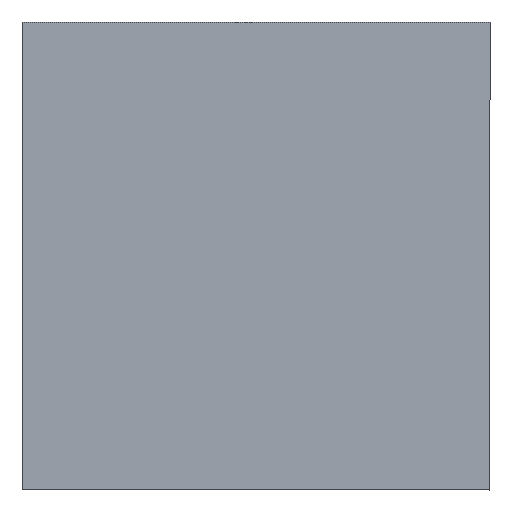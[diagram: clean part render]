
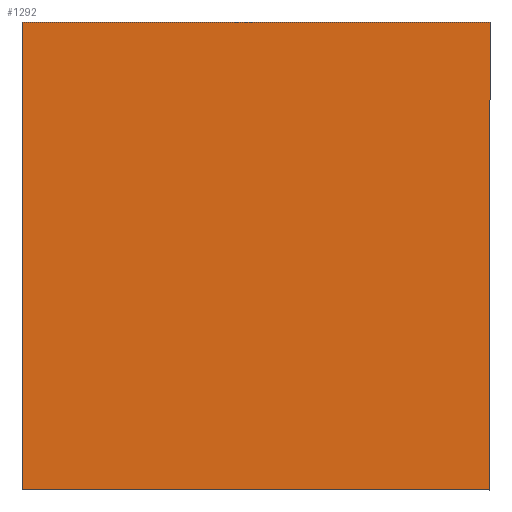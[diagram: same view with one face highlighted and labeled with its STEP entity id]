
A CAD part, front view. The second image highlights one B-rep face of the part: STEP entity #1292.
In plain terms, the highlighted planar face has unit normal (0, -1, 0).
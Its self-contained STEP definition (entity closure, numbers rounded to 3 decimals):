
#203 = CARTESIAN_POINT ( 'NONE',  ( 9.5, -1., -9.5 ) ) ;
#236 = VECTOR ( 'NONE', #1595, 1000. ) ;
#273 = EDGE_CURVE ( 'NONE', #2299, #2030, #1031, .T. ) ;
#465 = CARTESIAN_POINT ( 'NONE',  ( -9.5, -1., 9.5 ) ) ;
#500 = VERTEX_POINT ( 'NONE', #2071 ) ;
#508 = VECTOR ( 'NONE', #952, 1000. ) ;
#537 = FACE_OUTER_BOUND ( 'NONE', #1202, .T. ) ;
#599 = CARTESIAN_POINT ( 'NONE',  ( -9.5, -1., 9.5 ) ) ;
#602 = EDGE_CURVE ( 'NONE', #500, #2111, #1300, .T. ) ;
#637 = CARTESIAN_POINT ( 'NONE',  ( 9.5, -1., 9.5 ) ) ;
#708 = EDGE_CURVE ( 'NONE', #2111, #2299, #747, .T. ) ;
#747 = LINE ( 'NONE', #2312, #236 ) ;
#781 = VECTOR ( 'NONE', #1564, 1000. ) ;
#884 = CARTESIAN_POINT ( 'NONE',  ( -9.5, -1., -9.5 ) ) ;
#893 = DIRECTION ( 'NONE',  ( 1., 0., 0. ) ) ;
#952 = DIRECTION ( 'NONE',  ( 0., 0., -1. ) ) ;
#1031 = LINE ( 'NONE', #599, #508 ) ;
#1169 = CARTESIAN_POINT ( 'NONE',  ( -9.5, -1., -9.5 ) ) ;
#1183 = EDGE_CURVE ( 'NONE', #2030, #500, #1437, .T. ) ;
#1202 = EDGE_LOOP ( 'NONE', ( #1704, #2314, #1779, #1719 ) ) ;
#1292 = ADVANCED_FACE ( 'NONE', ( #537 ), #1637, .T. ) ;
#1300 = LINE ( 'NONE', #203, #781 ) ;
#1437 = LINE ( 'NONE', #884, #2398 ) ;
#1546 = AXIS2_PLACEMENT_3D ( 'NONE', #1845, #1858, #1864 ) ;
#1564 = DIRECTION ( 'NONE',  ( 0., 0., 1. ) ) ;
#1595 = DIRECTION ( 'NONE',  ( -1., 0., 0. ) ) ;
#1637 = PLANE ( 'NONE',  #1546 ) ;
#1704 = ORIENTED_EDGE ( 'NONE', *, *, #602, .T. ) ;
#1719 = ORIENTED_EDGE ( 'NONE', *, *, #1183, .T. ) ;
#1779 = ORIENTED_EDGE ( 'NONE', *, *, #273, .T. ) ;
#1845 = CARTESIAN_POINT ( 'NONE',  ( 0., -1., 0. ) ) ;
#1858 = DIRECTION ( 'NONE',  ( 0., -1., 0. ) ) ;
#1864 = DIRECTION ( 'NONE',  ( 0., 0., -1. ) ) ;
#2030 = VERTEX_POINT ( 'NONE', #1169 ) ;
#2071 = CARTESIAN_POINT ( 'NONE',  ( 9.5, -1., -9.5 ) ) ;
#2111 = VERTEX_POINT ( 'NONE', #637 ) ;
#2299 = VERTEX_POINT ( 'NONE', #465 ) ;
#2312 = CARTESIAN_POINT ( 'NONE',  ( 9.5, -1., 9.5 ) ) ;
#2314 = ORIENTED_EDGE ( 'NONE', *, *, #708, .T. ) ;
#2398 = VECTOR ( 'NONE', #893, 1000. ) ;
